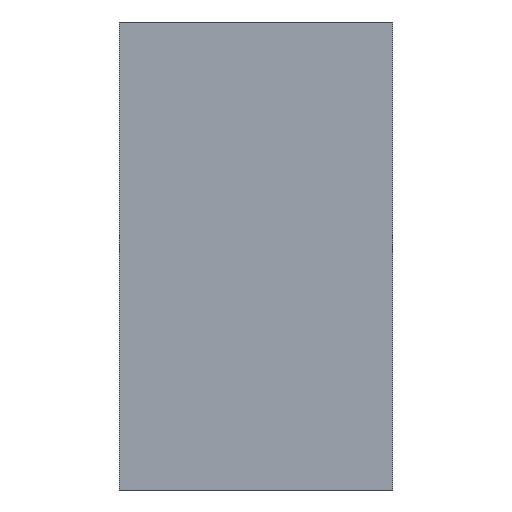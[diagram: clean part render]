
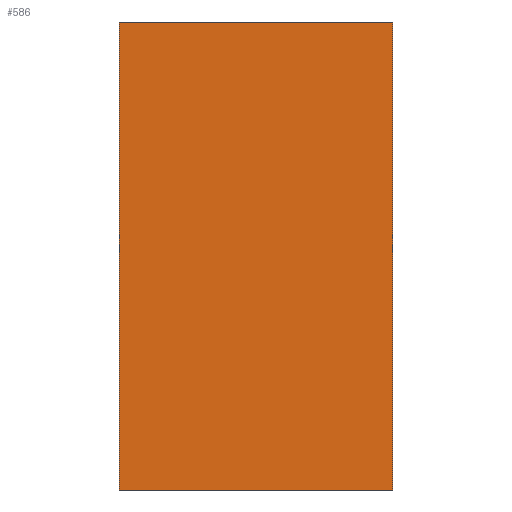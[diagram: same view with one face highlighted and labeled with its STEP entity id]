
A CAD part, front view. The second image highlights one B-rep face of the part: STEP entity #586.
In plain terms, the highlighted planar face has unit normal (0, -1, 0).
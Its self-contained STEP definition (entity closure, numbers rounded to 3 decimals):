
#228 = VERTEX_POINT('',#229);
#229 = CARTESIAN_POINT('',(-22.,-5.,77.));
#235 = EDGE_CURVE('',#228,#236,#238,.T.);
#236 = VERTEX_POINT('',#237);
#237 = CARTESIAN_POINT('',(-22.,-5.,1.752));
#238 = LINE('',#239,#240);
#239 = CARTESIAN_POINT('',(-22.,-5.,77.));
#240 = VECTOR('',#241,1.);
#241 = DIRECTION('',(0.,0.,-1.));
#259 = VERTEX_POINT('',#260);
#260 = CARTESIAN_POINT('',(22.,-5.,77.));
#266 = EDGE_CURVE('',#259,#228,#267,.T.);
#267 = LINE('',#268,#269);
#268 = CARTESIAN_POINT('',(22.,-5.,77.));
#269 = VECTOR('',#270,1.);
#270 = DIRECTION('',(-1.,0.,0.));
#283 = EDGE_CURVE('',#236,#284,#286,.T.);
#284 = VERTEX_POINT('',#285);
#285 = CARTESIAN_POINT('',(22.,-5.,1.752));
#286 = LINE('',#287,#288);
#287 = CARTESIAN_POINT('',(-22.,-5.,1.752));
#288 = VECTOR('',#289,1.);
#289 = DIRECTION('',(1.,0.,0.));
#307 = EDGE_CURVE('',#284,#259,#308,.T.);
#308 = LINE('',#309,#310);
#309 = CARTESIAN_POINT('',(22.,-5.,1.752));
#310 = VECTOR('',#311,1.);
#311 = DIRECTION('',(0.,0.,1.));
#586 = ADVANCED_FACE('',(#587),#593,.F.);
#587 = FACE_BOUND('',#588,.T.);
#588 = EDGE_LOOP('',(#589,#590,#591,#592));
#589 = ORIENTED_EDGE('',*,*,#235,.T.);
#590 = ORIENTED_EDGE('',*,*,#283,.T.);
#591 = ORIENTED_EDGE('',*,*,#307,.T.);
#592 = ORIENTED_EDGE('',*,*,#266,.T.);
#593 = PLANE('',#594);
#594 = AXIS2_PLACEMENT_3D('',#595,#596,#597);
#595 = CARTESIAN_POINT('',(0.,-5.,39.376));
#596 = DIRECTION('',(0.,1.,0.));
#597 = DIRECTION('',(0.,0.,1.));
